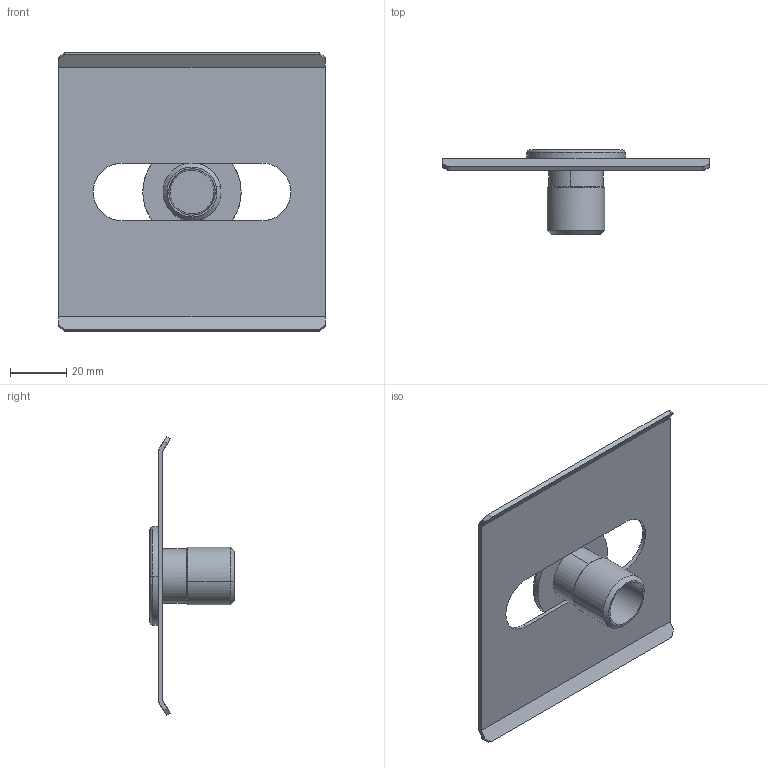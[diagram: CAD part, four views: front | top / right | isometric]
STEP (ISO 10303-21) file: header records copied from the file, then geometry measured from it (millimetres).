
FILE_DESCRIPTION(/* description */ (''),/* implementation_level */ '2;1');
FILE_NAME(/* name */ '5403100',/* time_stamp */ '2016-03-29T09:26:15+02:00',/* author */ (''),/* organization */ (''),/* preprocessor_version */ 'ST-DEVELOPER v15',/* originating_system */ '',/* authorisation */ '');
FILE_SCHEMA (('CONFIG_CONTROL_DESIGN'));
Length unit declared in the file: millimetre
Products named in the file (2): Document; 5403100
Assembly tree (1 placements, depth 2):
  Document
    5403100
Bounding box: 95 x 30 x 99.39 mm (x, y, z)
Volume: 18191.8 mm3; surface area: 22461.1 mm2
Topology: 2 solids, 2 shells, 108 faces, 275 edges, 182 vertices
Faces by surface type: plane 58, bspline 50
Entity records: 3910 total; most frequent: CARTESIAN_POINT 1986, ORIENTED_EDGE 550, EDGE_CURVE 275, B_SPLINE_CURVE_WITH_KNOTS 197, VERTEX_POINT 182, EDGE_LOOP 121, ADVANCED_FACE 108, FACE_OUTER_BOUND 108
